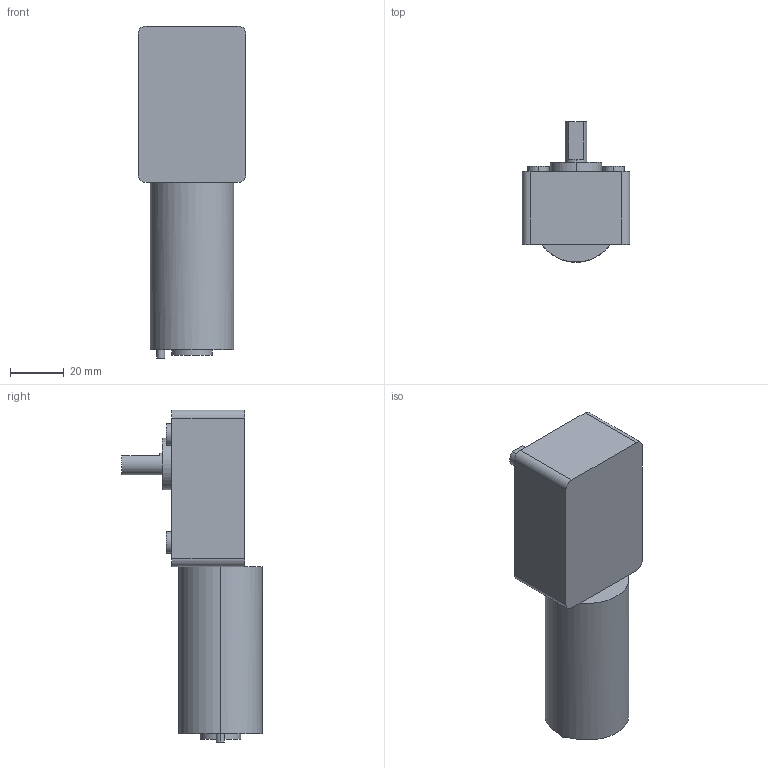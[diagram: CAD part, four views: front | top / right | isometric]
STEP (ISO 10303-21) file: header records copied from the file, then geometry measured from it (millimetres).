
FILE_DESCRIPTION (( 'STEP AP203' ), '1' );
FILE_NAME ('gearbox motor shaft 8mm.STEP', '2023-02-24T04:48:34', ( '' ), ( '' ), 'SwSTEP 2.0', 'SolidWorks 2021', '' );
FILE_SCHEMA (( 'CONFIG_CONTROL_DESIGN' ));
Length unit declared in the file: millimetre
Products named in the file (1): gearbox motor shaft 8mm
Bounding box: 40 x 52 x 123 mm (x, y, z)
Volume: 111098.1 mm3; surface area: 17467.7 mm2
Topology: 1 solids, 1 shells, 56 faces, 128 edges, 78 vertices
Faces by surface type: cylinder 30, plane 18, cone 8
Entity records: 1617 total; most frequent: DIRECTION 298, CARTESIAN_POINT 255, ORIENTED_EDGE 240, AXIS2_PLACEMENT_3D 121, EDGE_CURVE 120, VERTEX_POINT 78, EDGE_LOOP 68, CIRCLE 64
